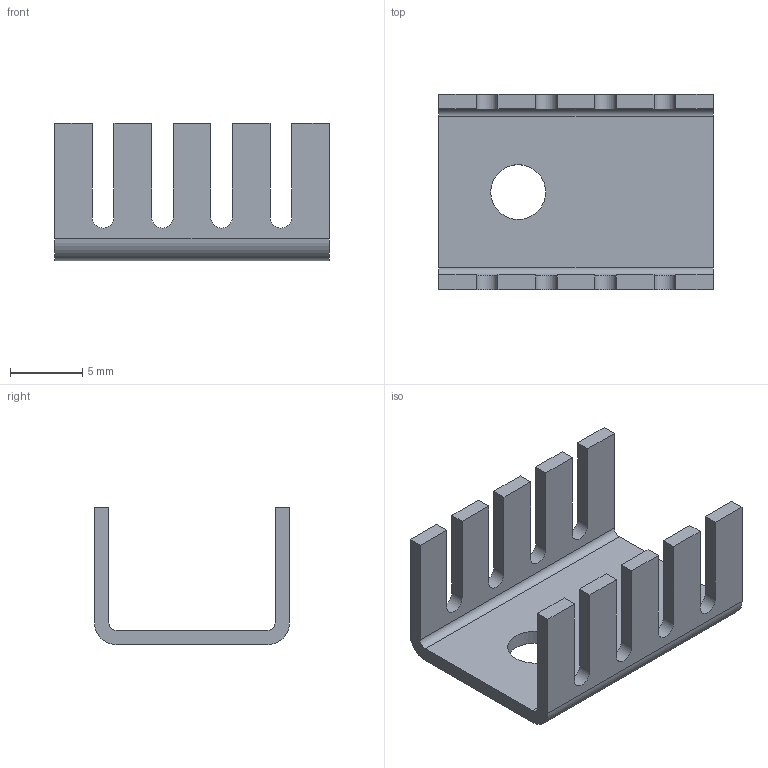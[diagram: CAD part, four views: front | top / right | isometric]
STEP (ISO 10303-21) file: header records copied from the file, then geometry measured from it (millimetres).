
FILE_DESCRIPTION(('STEP AP242'),'1');
FILE_NAME('fk_231_sa_220.stp','2021-02-17T10:43:39',('TraceParts'),('TraceParts S.A.'),'Spatial InterOp 3D',' ',' ');
FILE_SCHEMA(('AP242_MANAGED_MODEL_BASED_3D_ENGINEERING_MIM_LF {1 0 10303 442 1 1 4}'));
Length unit declared in the file: millimetre
Products named in the file (1): fk_231_sa_220
Bounding box: 19 x 13.5 x 9.5 mm (x, y, z)
Volume: 466.8 mm3; surface area: 1153.6 mm2
Topology: 1 solids, 1 shells, 48 faces, 138 edges, 92 vertices
Faces by surface type: plane 34, cylinder 14
Entity records: 1982 total; most frequent: CARTESIAN_POINT 279, ORIENTED_EDGE 276, DIRECTION 264, EDGE_CURVE 138, LINE 110, VECTOR 110, VERTEX_POINT 92, AXIS2_PLACEMENT_3D 77
